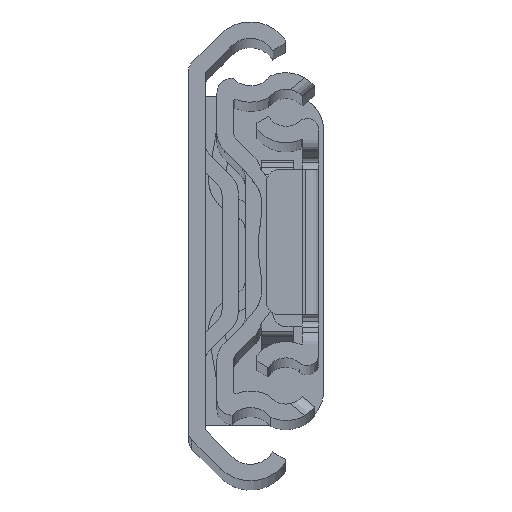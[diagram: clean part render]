
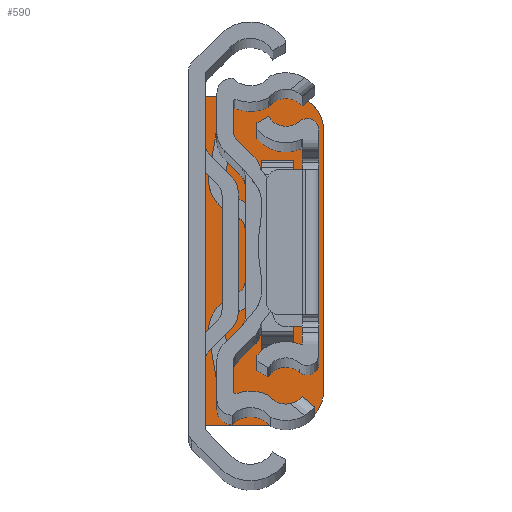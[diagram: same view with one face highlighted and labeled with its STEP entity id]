
A CAD part, top view. The second image highlights one B-rep face of the part: STEP entity #590.
In plain terms, the highlighted planar face has unit normal (0, 0, 1).
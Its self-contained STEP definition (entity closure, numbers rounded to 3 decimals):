
#378 = DIRECTION ( 'NONE',  ( -1., 0., 0. ) ) ;
#590 = ADVANCED_FACE ( 'NONE', ( #9998 ), #14908, .F. ) ;
#1489 = DIRECTION ( 'NONE',  ( 0., 0., -1. ) ) ;
#2315 = ORIENTED_EDGE ( 'NONE', *, *, #7100, .T. ) ;
#2363 = LINE ( 'NONE', #14648, #3928 ) ;
#2414 = CARTESIAN_POINT ( 'NONE',  ( 0., 25., -810.3 ) ) ;
#3365 = LINE ( 'NONE', #6973, #11057 ) ;
#3409 = DIRECTION ( 'NONE',  ( 0., -1., 0. ) ) ;
#3421 = VECTOR ( 'NONE', #12409, 1000. ) ;
#3504 = LINE ( 'NONE', #13301, #3421 ) ;
#3774 = CARTESIAN_POINT ( 'NONE',  ( 0., -25., -810.3 ) ) ;
#3928 = VECTOR ( 'NONE', #3409, 1000. ) ;
#4438 = ORIENTED_EDGE ( 'NONE', *, *, #13188, .T. ) ;
#4760 = EDGE_CURVE ( 'NONE', #12633, #6176, #11807, .T. ) ;
#4806 = AXIS2_PLACEMENT_3D ( 'NONE', #12478, #1489, #378 ) ;
#4872 = ORIENTED_EDGE ( 'NONE', *, *, #5453, .F. ) ;
#5025 = DIRECTION ( 'NONE',  ( -1., 0., 0. ) ) ;
#5398 = EDGE_LOOP ( 'NONE', ( #4872, #5492, #13290, #8692, #2315, #4438 ) ) ;
#5453 = EDGE_CURVE ( 'NONE', #12633, #15833, #3365, .T. ) ;
#5492 = ORIENTED_EDGE ( 'NONE', *, *, #4760, .T. ) ;
#6176 = VERTEX_POINT ( 'NONE', #10550 ) ;
#6291 = EDGE_CURVE ( 'NONE', #13119, #6176, #2363, .T. ) ;
#6391 = CARTESIAN_POINT ( 'NONE',  ( 13., -20., -810.3 ) ) ;
#6431 = AXIS2_PLACEMENT_3D ( 'NONE', #6391, #13855, #5025 ) ;
#6648 = VECTOR ( 'NONE', #13173, 1000. ) ;
#6752 = AXIS2_PLACEMENT_3D ( 'NONE', #10493, #9209, #7111 ) ;
#6973 = CARTESIAN_POINT ( 'NONE',  ( 18., -25., -810.3 ) ) ;
#7059 = EDGE_CURVE ( 'NONE', #13119, #10914, #12639, .T. ) ;
#7100 = EDGE_CURVE ( 'NONE', #10914, #12668, #3504, .T. ) ;
#7111 = DIRECTION ( 'NONE',  ( -1., 0., 0. ) ) ;
#8376 = CARTESIAN_POINT ( 'NONE',  ( 13., -25., -810.3 ) ) ;
#8598 = CARTESIAN_POINT ( 'NONE',  ( 0., 25., -810.3 ) ) ;
#8692 = ORIENTED_EDGE ( 'NONE', *, *, #7059, .T. ) ;
#9209 = DIRECTION ( 'NONE',  ( 0., 0., 1. ) ) ;
#9781 = CARTESIAN_POINT ( 'NONE',  ( 13., 25., -810.3 ) ) ;
#9998 = FACE_OUTER_BOUND ( 'NONE', #5398, .T. ) ;
#10493 = CARTESIAN_POINT ( 'NONE',  ( 13., 20., -810.3 ) ) ;
#10550 = CARTESIAN_POINT ( 'NONE',  ( 18., -20., -810.3 ) ) ;
#10914 = VERTEX_POINT ( 'NONE', #9781 ) ;
#11057 = VECTOR ( 'NONE', #15646, 1000. ) ;
#11807 = CIRCLE ( 'NONE', #6431, 5. ) ;
#11954 = LINE ( 'NONE', #2414, #6648 ) ;
#12409 = DIRECTION ( 'NONE',  ( -1., 0., 0. ) ) ;
#12478 = CARTESIAN_POINT ( 'NONE',  ( 18., 25., -810.3 ) ) ;
#12633 = VERTEX_POINT ( 'NONE', #8376 ) ;
#12639 = CIRCLE ( 'NONE', #6752, 5. ) ;
#12668 = VERTEX_POINT ( 'NONE', #8598 ) ;
#13119 = VERTEX_POINT ( 'NONE', #14618 ) ;
#13173 = DIRECTION ( 'NONE',  ( 0., -1., 0. ) ) ;
#13188 = EDGE_CURVE ( 'NONE', #12668, #15833, #11954, .T. ) ;
#13290 = ORIENTED_EDGE ( 'NONE', *, *, #6291, .F. ) ;
#13301 = CARTESIAN_POINT ( 'NONE',  ( 18., 25., -810.3 ) ) ;
#13855 = DIRECTION ( 'NONE',  ( 0., 0., 1. ) ) ;
#14618 = CARTESIAN_POINT ( 'NONE',  ( 18., 20., -810.3 ) ) ;
#14648 = CARTESIAN_POINT ( 'NONE',  ( 18., 25., -810.3 ) ) ;
#14908 = PLANE ( 'NONE',  #4806 ) ;
#15646 = DIRECTION ( 'NONE',  ( -1., 0., 0. ) ) ;
#15833 = VERTEX_POINT ( 'NONE', #3774 ) ;
